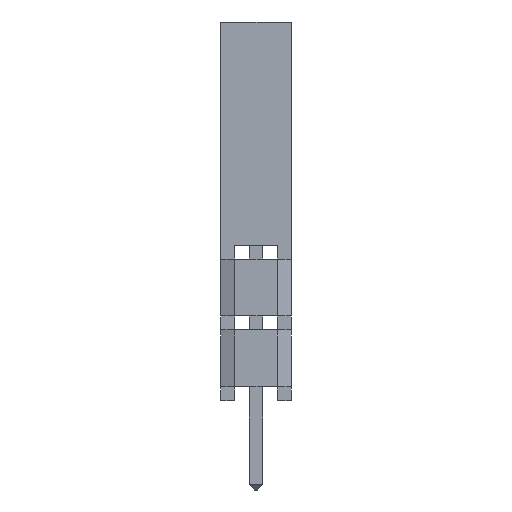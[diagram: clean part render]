
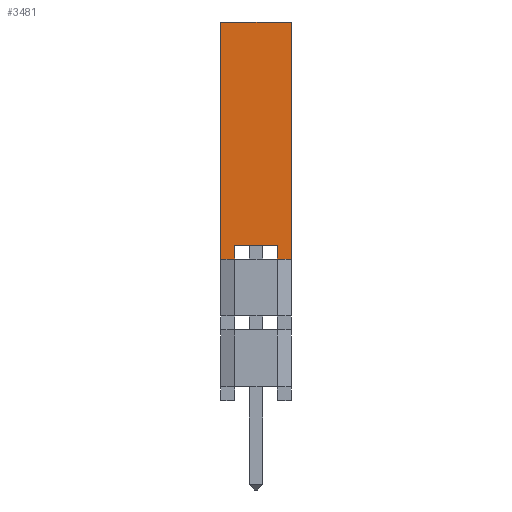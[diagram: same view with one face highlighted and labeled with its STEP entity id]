
A CAD part, left-side view. The second image highlights one B-rep face of the part: STEP entity #3481.
In plain terms, the highlighted planar face has unit normal (-1, 0, 0).
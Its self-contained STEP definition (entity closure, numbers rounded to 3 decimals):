
#1792 = VERTEX_POINT('',#1793);
#1793 = CARTESIAN_POINT('',(-1.27,-0.77,5.08));
#1838 = VERTEX_POINT('',#1839);
#1839 = CARTESIAN_POINT('',(-1.27,-1.27,5.08));
#1845 = EDGE_CURVE('',#1838,#1846,#1848,.T.);
#1846 = VERTEX_POINT('',#1847);
#1847 = CARTESIAN_POINT('',(-1.27,-1.27,13.58));
#1848 = LINE('',#1849,#1850);
#1849 = CARTESIAN_POINT('',(-1.27,-1.27,5.08));
#1850 = VECTOR('',#1851,1.);
#1851 = DIRECTION('',(0.,0.,1.));
#2175 = VERTEX_POINT('',#2176);
#2176 = CARTESIAN_POINT('',(-1.27,0.77,5.08));
#2238 = VERTEX_POINT('',#2239);
#2239 = CARTESIAN_POINT('',(-1.27,1.27,5.08));
#2245 = EDGE_CURVE('',#2238,#2246,#2248,.T.);
#2246 = VERTEX_POINT('',#2247);
#2247 = CARTESIAN_POINT('',(-1.27,1.27,13.58));
#2248 = LINE('',#2249,#2250);
#2249 = CARTESIAN_POINT('',(-1.27,1.27,5.08));
#2250 = VECTOR('',#2251,1.);
#2251 = DIRECTION('',(0.,0.,1.));
#3441 = EDGE_CURVE('',#1838,#1792,#3442,.T.);
#3442 = LINE('',#3443,#3444);
#3443 = CARTESIAN_POINT('',(-1.27,-1.27,5.08));
#3444 = VECTOR('',#3445,1.);
#3445 = DIRECTION('',(0.,1.,0.));
#3481 = ADVANCED_FACE('',(#3482),#3521,.F.);
#3482 = FACE_BOUND('',#3483,.F.);
#3483 = EDGE_LOOP('',(#3484,#3490,#3491,#3492,#3500,#3508,#3514,#3520));
#3484 = ORIENTED_EDGE('',*,*,#3485,.F.);
#3485 = EDGE_CURVE('',#1846,#2246,#3486,.T.);
#3486 = LINE('',#3487,#3488);
#3487 = CARTESIAN_POINT('',(-1.27,-1.27,13.58));
#3488 = VECTOR('',#3489,1.);
#3489 = DIRECTION('',(0.,1.,0.));
#3490 = ORIENTED_EDGE('',*,*,#1845,.F.);
#3491 = ORIENTED_EDGE('',*,*,#3441,.T.);
#3492 = ORIENTED_EDGE('',*,*,#3493,.T.);
#3493 = EDGE_CURVE('',#1792,#3494,#3496,.T.);
#3494 = VERTEX_POINT('',#3495);
#3495 = CARTESIAN_POINT('',(-1.27,-0.77,5.58));
#3496 = LINE('',#3497,#3498);
#3497 = CARTESIAN_POINT('',(-1.27,-0.77,5.08));
#3498 = VECTOR('',#3499,1.);
#3499 = DIRECTION('',(0.,0.,1.));
#3500 = ORIENTED_EDGE('',*,*,#3501,.T.);
#3501 = EDGE_CURVE('',#3494,#3502,#3504,.T.);
#3502 = VERTEX_POINT('',#3503);
#3503 = CARTESIAN_POINT('',(-1.27,0.77,5.58));
#3504 = LINE('',#3505,#3506);
#3505 = CARTESIAN_POINT('',(-1.27,-0.77,5.58));
#3506 = VECTOR('',#3507,1.);
#3507 = DIRECTION('',(0.,1.,0.));
#3508 = ORIENTED_EDGE('',*,*,#3509,.F.);
#3509 = EDGE_CURVE('',#2175,#3502,#3510,.T.);
#3510 = LINE('',#3511,#3512);
#3511 = CARTESIAN_POINT('',(-1.27,0.77,5.08));
#3512 = VECTOR('',#3513,1.);
#3513 = DIRECTION('',(0.,0.,1.));
#3514 = ORIENTED_EDGE('',*,*,#3515,.T.);
#3515 = EDGE_CURVE('',#2175,#2238,#3516,.T.);
#3516 = LINE('',#3517,#3518);
#3517 = CARTESIAN_POINT('',(-1.27,-1.27,5.08));
#3518 = VECTOR('',#3519,1.);
#3519 = DIRECTION('',(0.,1.,0.));
#3520 = ORIENTED_EDGE('',*,*,#2245,.T.);
#3521 = PLANE('',#3522);
#3522 = AXIS2_PLACEMENT_3D('',#3523,#3524,#3525);
#3523 = CARTESIAN_POINT('',(-1.27,-1.27,5.08));
#3524 = DIRECTION('',(1.,0.,0.));
#3525 = DIRECTION('',(0.,0.,1.));
